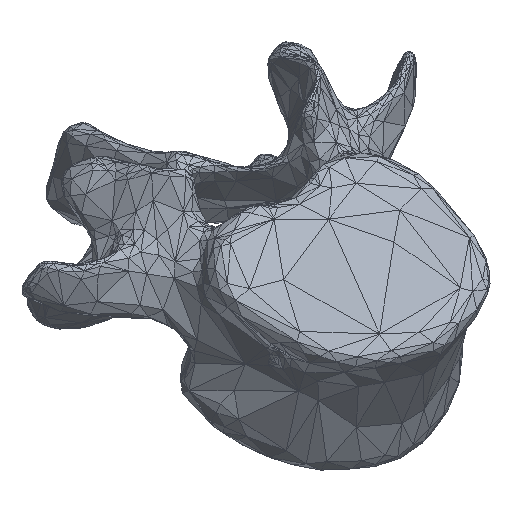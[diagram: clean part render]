
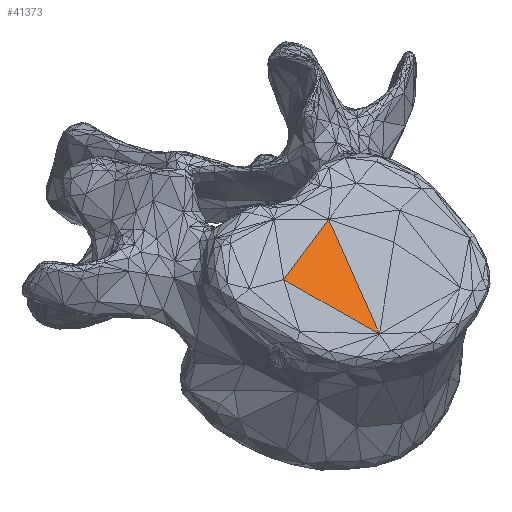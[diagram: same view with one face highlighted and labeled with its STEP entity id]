
A CAD part, isometric view. The second image highlights one B-rep face of the part: STEP entity #41373.
In plain terms, the highlighted planar face has unit normal (-0.116, -0.227, 0.967).
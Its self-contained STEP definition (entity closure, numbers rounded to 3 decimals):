
#2741=FACE_OUTER_BOUND('',#6253,.T.);
#6253=EDGE_LOOP('',(#32777,#32778,#32779));
#10474=LINE('',#64854,#15742);
#11180=LINE('',#66262,#16448);
#11181=LINE('',#66264,#16449);
#15742=VECTOR('',#53564,17.809);
#16448=VECTOR('',#55280,24.);
#16449=VECTOR('',#55283,14.461);
#18384=VERTEX_POINT('',#62465);
#18764=VERTEX_POINT('',#64655);
#18792=VERTEX_POINT('',#64853);
#22766=EDGE_CURVE('',#18792,#18384,#10474,.T.);
#23472=EDGE_CURVE('',#18384,#18764,#11180,.T.);
#23473=EDGE_CURVE('',#18792,#18764,#11181,.T.);
#32777=ORIENTED_EDGE('',*,*,#22766,.T.);
#32778=ORIENTED_EDGE('',*,*,#23472,.T.);
#32779=ORIENTED_EDGE('',*,*,#23473,.F.);
#37861=PLANE('',#44899);
#41373=ADVANCED_FACE('',(#2741),#37861,.F.);
#44899=AXIS2_PLACEMENT_3D('',#66263,#55281,#55282);
#53564=DIRECTION('',(0.21,-0.957,-0.199));
#55280=DIRECTION('',(0.414,0.874,0.255));
#55281=DIRECTION('center_axis',(0.116,0.227,-0.967));
#55282=DIRECTION('ref_axis',(-0.993,0.,-0.119));
#55283=DIRECTION('',(0.946,0.271,0.177));
#62465=CARTESIAN_POINT('',(-9.564,-105.153,967.54));
#64655=CARTESIAN_POINT('',(0.38,-84.183,973.656));
#64853=CARTESIAN_POINT('',(-13.301,-88.106,971.091));
#64854=CARTESIAN_POINT('',(-13.301,-88.106,971.091));
#66262=CARTESIAN_POINT('',(-9.564,-105.153,967.54));
#66263=CARTESIAN_POINT('Origin',(-111.643,-217.952,928.801));
#66264=CARTESIAN_POINT('',(-13.301,-88.106,971.091));
